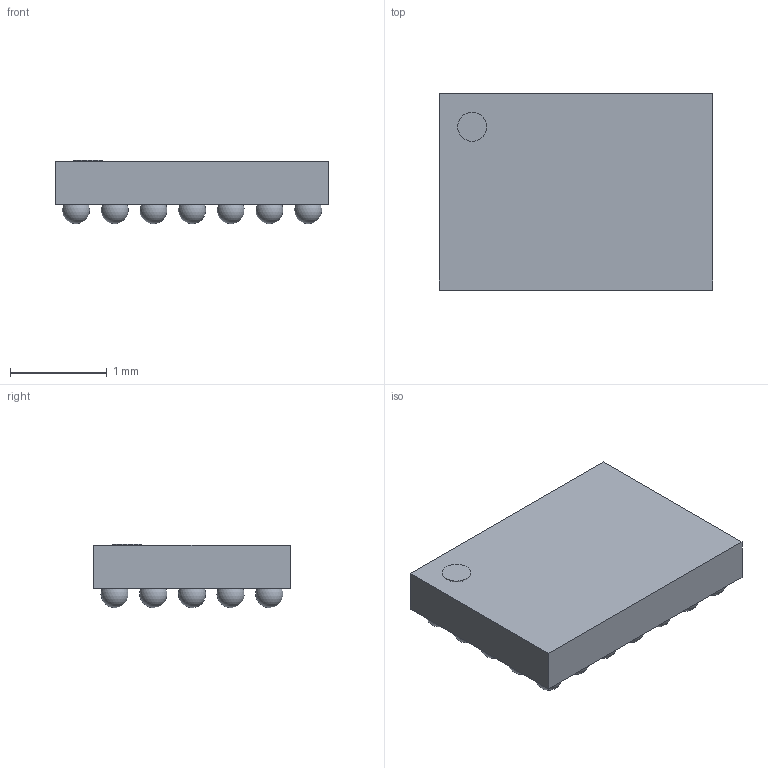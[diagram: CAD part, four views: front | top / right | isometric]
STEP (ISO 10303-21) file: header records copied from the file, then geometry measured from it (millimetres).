
FILE_DESCRIPTION(/* description */ ('model of Maxim_WLP-35'),/* implementation_level */ '2;1');
FILE_NAME(/* name */ 'Maxim_WLP-35.step',/* time_stamp */ '2022-09-30T13:42:17',/* author */ ('KiCAD','kicad'),/* organization */ ('OCCT'),/* preprocessor_version */ '',/* originating_system */ 'KiCAD',/* authorisation */ '');
FILE_SCHEMA(('AUTOMOTIVE_DESIGN { 1 0 10303 214 1 1 1 1 }'));
Length unit declared in the file: millimetre
Products named in the file (9): CQ assembly; 42f9e23c-407a-11ed-aca1-3708b1b5f0f2; 42f9e23c-407a-11ed-aca1-3708b1b5f0f2_part; 42f9e23d-407a-11ed-aca1-3708b1b5f0f2; 42f9e23d-407a-11ed-aca1-3708b1b5f0f2_part; 42f9e23e-407a-11ed-aca1-3708b1b5f0f2; 42f9e23e-407a-11ed-aca1-3708b1b5f0f2_part; 42f9e23f-407a-11ed-aca1-3708b1b5f0f2; 42f9e23f-407a-11ed-aca1-3708b1b5f0f2_part
Assembly tree (8 placements, depth 4):
  CQ assembly
    42f9e23c-407a-11ed-aca1-3708b1b5f0f2
      42f9e23c-407a-11ed-aca1-3708b1b5f0f2_part
      42f9e23d-407a-11ed-aca1-3708b1b5f0f2
        42f9e23d-407a-11ed-aca1-3708b1b5f0f2_part
      42f9e23e-407a-11ed-aca1-3708b1b5f0f2
        42f9e23e-407a-11ed-aca1-3708b1b5f0f2_part
      42f9e23f-407a-11ed-aca1-3708b1b5f0f2
        42f9e23f-407a-11ed-aca1-3708b1b5f0f2_part
Bounding box: 2.83 x 2.03 x 0.66 mm (x, y, z)
Volume: 2.9 mm3; surface area: 25.7 mm2
Topology: 37 solids, 37 shells, 79 faces, 225 edges, 150 vertices
Faces by surface type: sphere 70, plane 8, cylinder 1
Full cylindrical faces by diameter (mm): 0.3 x1
Entity records: 2098 total; most frequent: DIRECTION 333, CARTESIAN_POINT 288, ORIENTED_EDGE 170, AXIS2_PLACEMENT_3D 160, VERTEX_POINT 115, FACE_BOUND 114, EDGE_CURVE 85, ADVANCED_FACE 79
